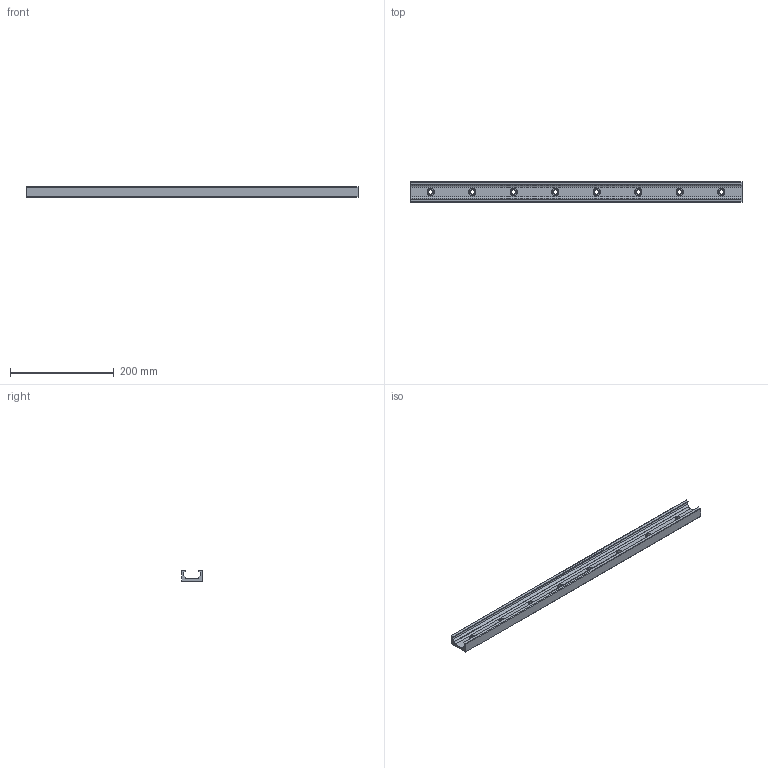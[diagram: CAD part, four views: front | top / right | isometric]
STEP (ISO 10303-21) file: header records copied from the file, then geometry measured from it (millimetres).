
FILE_DESCRIPTION (( 'STEP AP203' ), '1' );
FILE_NAME ('LUV-2-640.STEP', '2024-05-14T10:45:54', ( '' ), ( '' ), 'SwSTEP 2.0', 'SolidWorks 2023', '' );
FILE_SCHEMA (( 'CONFIG_CONTROL_DESIGN' ));
Length unit declared in the file: millimetre
Products named in the file (1): LUV-2-640
Bounding box: 640 x 40.01 x 19.74 mm (x, y, z)
Volume: 212966.6 mm3; surface area: 97412.9 mm2
Topology: 1 solids, 1 shells, 68 faces, 174 edges, 116 vertices
Faces by surface type: cylinder 47, plane 21
Entity records: 2221 total; most frequent: DIRECTION 406, CARTESIAN_POINT 359, ORIENTED_EDGE 348, EDGE_CURVE 174, AXIS2_PLACEMENT_3D 163, VERTEX_POINT 116, CIRCLE 94, EDGE_LOOP 92
